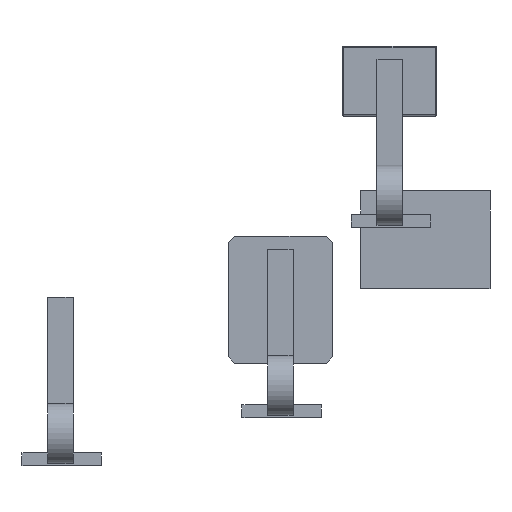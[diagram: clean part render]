
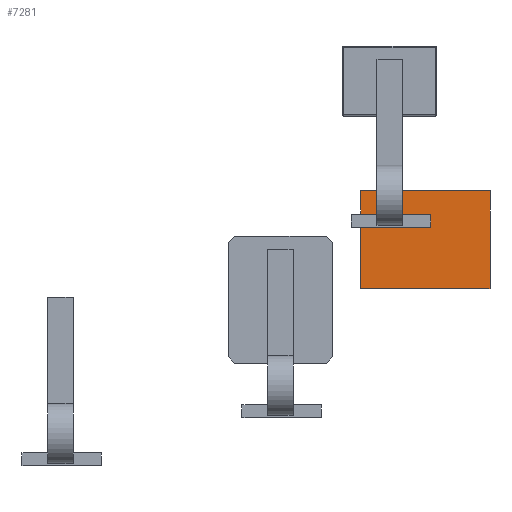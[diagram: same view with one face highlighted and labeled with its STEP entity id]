
A CAD part, front view. The second image highlights one B-rep face of the part: STEP entity #7281.
In plain terms, the highlighted planar face has unit normal (0, -1, 0).
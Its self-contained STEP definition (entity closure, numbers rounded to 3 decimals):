
#654=PLANE('',#7619);
#1048=FACE_OUTER_BOUND('',#1478,.T.);
#1478=EDGE_LOOP('',(#6629,#6630,#6631,#6632));
#2146=LINE('',#13181,#2875);
#2149=LINE('',#13186,#2878);
#2151=LINE('',#13191,#2880);
#2152=LINE('',#13193,#2881);
#2875=VECTOR('',#8813,10.);
#2878=VECTOR('',#8818,10.);
#2880=VECTOR('',#8824,10.);
#2881=VECTOR('',#8827,10.);
#3650=VERTEX_POINT('',#13178);
#3651=VERTEX_POINT('',#13180);
#3652=VERTEX_POINT('',#13184);
#3653=VERTEX_POINT('',#13189);
#4655=EDGE_CURVE('',#3651,#3650,#2146,.T.);
#4658=EDGE_CURVE('',#3650,#3652,#2149,.T.);
#4660=EDGE_CURVE('',#3652,#3653,#2151,.T.);
#4661=EDGE_CURVE('',#3653,#3651,#2152,.T.);
#6629=ORIENTED_EDGE('',*,*,#4658,.T.);
#6630=ORIENTED_EDGE('',*,*,#4660,.T.);
#6631=ORIENTED_EDGE('',*,*,#4661,.T.);
#6632=ORIENTED_EDGE('',*,*,#4655,.T.);
#7281=ADVANCED_FACE('',(#1048),#654,.F.);
#7619=AXIS2_PLACEMENT_3D('',#13194,#8828,#8829);
#8813=DIRECTION('',(0.,0.,-1.));
#8818=DIRECTION('',(1.,0.,0.));
#8824=DIRECTION('',(0.,0.,1.));
#8827=DIRECTION('',(-1.,0.,0.));
#8828=DIRECTION('center_axis',(0.,1.,0.));
#8829=DIRECTION('ref_axis',(-1.,0.,0.));
#13178=CARTESIAN_POINT('',(142.783,69.914,13.628));
#13180=CARTESIAN_POINT('',(142.783,69.914,21.01));
#13181=CARTESIAN_POINT('',(142.783,69.914,21.01));
#13184=CARTESIAN_POINT('',(152.526,69.914,13.628));
#13186=CARTESIAN_POINT('',(142.783,69.914,13.628));
#13189=CARTESIAN_POINT('',(152.526,69.914,21.01));
#13191=CARTESIAN_POINT('',(152.526,69.914,13.628));
#13193=CARTESIAN_POINT('',(152.526,69.914,21.01));
#13194=CARTESIAN_POINT('Origin',(147.654,69.914,17.319));
